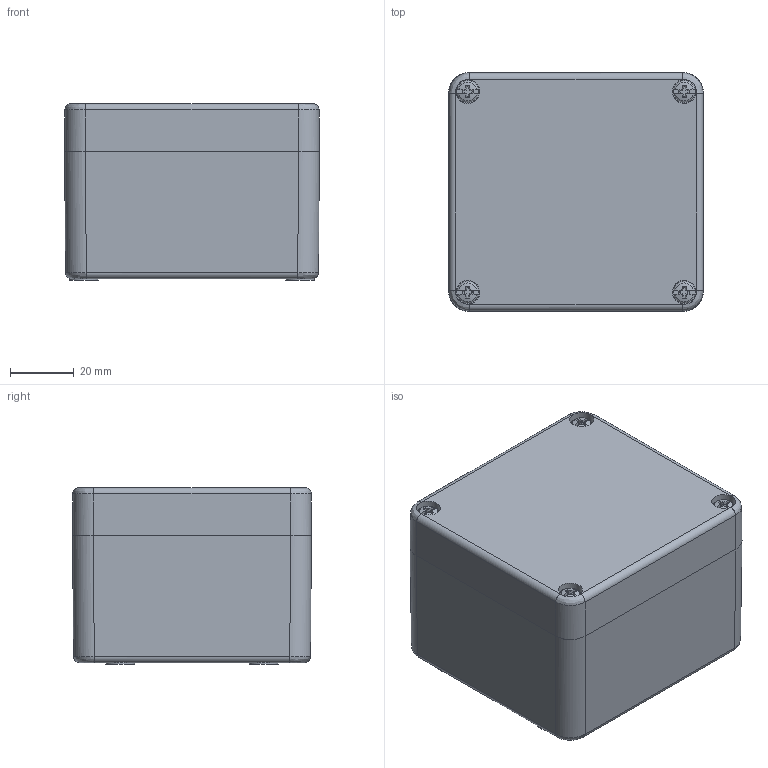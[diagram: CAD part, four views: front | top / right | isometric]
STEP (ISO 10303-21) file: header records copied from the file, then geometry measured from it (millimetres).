
FILE_DESCRIPTION (( 'STEP AP203' ), '1' );
FILE_NAME ('1590ZGRP081.step', '2020-11-14T20:10:37', ( 'ADC123' ), ( 'Microsoft' ), 'SwSTEP 2.0', 'SolidWorks 2019', '' );
FILE_SCHEMA (( 'CONFIG_CONTROL_DESIGN' ));
Length unit declared in the file: inch
Products named in the file (1): 1590ZGRP081
Bounding box: 80 x 75 x 55.5 mm (x, y, z)
Volume: 133083.7 mm3; surface area: 71046.6 mm2
Topology: 8 solids, 8 shells, 446 faces, 1127 edges, 717 vertices
Faces by surface type: plane 220, cylinder 86, cone 80, bspline 60
Full cylindrical faces by diameter (mm): 3.242 x6, 3.4 x8, 3.48 x4, 3.5 x4, 3.85 x4, 4.7 x4, 5 x6, 6.9 x4, 7.5 x4, 9 x4
Entity records: 15628 total; most frequent: CARTESIAN_POINT 5712, ORIENTED_EDGE 2046, DIRECTION 1877, EDGE_CURVE 1023, VERTEX_POINT 693, AXIS2_PLACEMENT_3D 692, EDGE_LOOP 568, FACE_OUTER_BOUND 514
